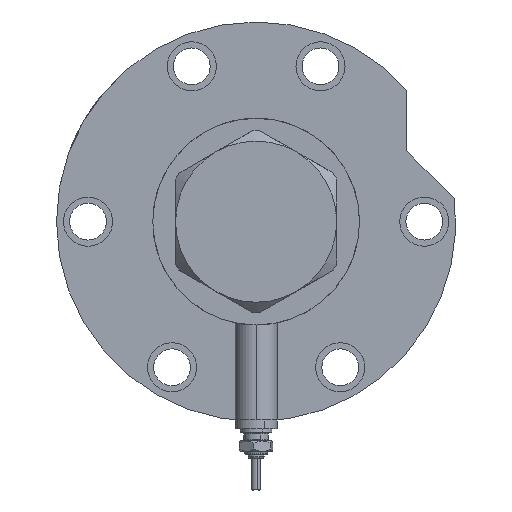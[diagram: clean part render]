
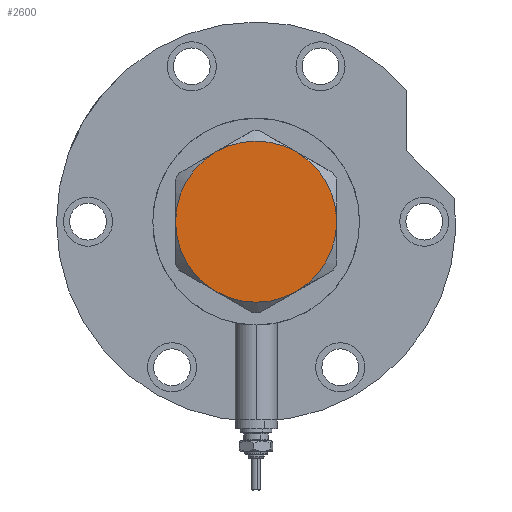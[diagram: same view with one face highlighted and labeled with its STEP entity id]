
A CAD part, left-side view. The second image highlights one B-rep face of the part: STEP entity #2600.
In plain terms, the highlighted face is planar.
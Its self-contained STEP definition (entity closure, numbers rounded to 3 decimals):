
#64 = VERTEX_POINT ( 'NONE', #396 ) ;
#108 = VERTEX_POINT ( 'NONE', #6022 ) ;
#192 = CIRCLE ( 'NONE', #4874, 23. ) ;
#396 = CARTESIAN_POINT ( 'NONE',  ( -11.5, 19.919, 13. ) ) ;
#567 = PLANE ( 'NONE',  #5439 ) ;
#736 = CARTESIAN_POINT ( 'NONE',  ( -11.5, -19.919, 13. ) ) ;
#864 = DIRECTION ( 'NONE',  ( 1., 0., 0. ) ) ;
#1203 = DIRECTION ( 'NONE',  ( 0., 0., 1. ) ) ;
#1307 = CARTESIAN_POINT ( 'NONE',  ( -23., 0., 13. ) ) ;
#1574 = EDGE_CURVE ( 'NONE', #64, #1694, #4073, .T. ) ;
#1632 = ORIENTED_EDGE ( 'NONE', *, *, #2159, .T. ) ;
#1694 = VERTEX_POINT ( 'NONE', #1307 ) ;
#1758 = DIRECTION ( 'NONE',  ( 0., 0., 1. ) ) ;
#1864 = EDGE_CURVE ( 'NONE', #108, #4224, #2603, .T. ) ;
#1940 = DIRECTION ( 'NONE',  ( 1., 0., 0. ) ) ;
#2089 = EDGE_LOOP ( 'NONE', ( #5809, #1632, #7169, #2650, #6168, #2375 ) ) ;
#2159 = EDGE_CURVE ( 'NONE', #4224, #3851, #6098, .T. ) ;
#2300 = VERTEX_POINT ( 'NONE', #736 ) ;
#2375 = ORIENTED_EDGE ( 'NONE', *, *, #7921, .T. ) ;
#2418 = DIRECTION ( 'NONE',  ( 1., 0., 0. ) ) ;
#2493 = DIRECTION ( 'NONE',  ( 0., 0., 1. ) ) ;
#2535 = CARTESIAN_POINT ( 'NONE',  ( 0., 0., 13. ) ) ;
#2600 = ADVANCED_FACE ( 'NONE', ( #6313 ), #567, .T. ) ;
#2603 = CIRCLE ( 'NONE', #7317, 23. ) ;
#2650 = ORIENTED_EDGE ( 'NONE', *, *, #1574, .T. ) ;
#3017 = AXIS2_PLACEMENT_3D ( 'NONE', #7471, #1758, #2418 ) ;
#3109 = CARTESIAN_POINT ( 'NONE',  ( 23., 0., 13. ) ) ;
#3110 = DIRECTION ( 'NONE',  ( 0., 0., 1. ) ) ;
#3168 = DIRECTION ( 'NONE',  ( 1., 0., 0. ) ) ;
#3377 = CARTESIAN_POINT ( 'NONE',  ( 11.5, 19.919, 13. ) ) ;
#3609 = CIRCLE ( 'NONE', #8051, 23. ) ;
#3851 = VERTEX_POINT ( 'NONE', #3377 ) ;
#4073 = CIRCLE ( 'NONE', #5279, 23. ) ;
#4203 = CIRCLE ( 'NONE', #8250, 23. ) ;
#4208 = CARTESIAN_POINT ( 'NONE',  ( 0., 0., 13. ) ) ;
#4224 = VERTEX_POINT ( 'NONE', #3109 ) ;
#4519 = DIRECTION ( 'NONE',  ( 1., 0., 0. ) ) ;
#4796 = DIRECTION ( 'NONE',  ( 0., 0., 1. ) ) ;
#4874 = AXIS2_PLACEMENT_3D ( 'NONE', #4208, #5557, #5603 ) ;
#5151 = CARTESIAN_POINT ( 'NONE',  ( 0., 0., 13. ) ) ;
#5279 = AXIS2_PLACEMENT_3D ( 'NONE', #6253, #3110, #6932 ) ;
#5439 = AXIS2_PLACEMENT_3D ( 'NONE', #5680, #2493, #3168 ) ;
#5557 = DIRECTION ( 'NONE',  ( 0., 0., 1. ) ) ;
#5603 = DIRECTION ( 'NONE',  ( 1., 0., 0. ) ) ;
#5680 = CARTESIAN_POINT ( 'NONE',  ( 0., 0., 13. ) ) ;
#5809 = ORIENTED_EDGE ( 'NONE', *, *, #1864, .T. ) ;
#6022 = CARTESIAN_POINT ( 'NONE',  ( 11.5, -19.919, 13. ) ) ;
#6098 = CIRCLE ( 'NONE', #3017, 23. ) ;
#6168 = ORIENTED_EDGE ( 'NONE', *, *, #6864, .T. ) ;
#6253 = CARTESIAN_POINT ( 'NONE',  ( 0., 0., 13. ) ) ;
#6313 = FACE_OUTER_BOUND ( 'NONE', #2089, .T. ) ;
#6703 = CARTESIAN_POINT ( 'NONE',  ( 0., 0., 13. ) ) ;
#6864 = EDGE_CURVE ( 'NONE', #1694, #2300, #3609, .T. ) ;
#6932 = DIRECTION ( 'NONE',  ( 1., 0., 0. ) ) ;
#7169 = ORIENTED_EDGE ( 'NONE', *, *, #8053, .T. ) ;
#7317 = AXIS2_PLACEMENT_3D ( 'NONE', #5151, #7724, #4519 ) ;
#7471 = CARTESIAN_POINT ( 'NONE',  ( 0., 0., 13. ) ) ;
#7724 = DIRECTION ( 'NONE',  ( 0., 0., 1. ) ) ;
#7921 = EDGE_CURVE ( 'NONE', #2300, #108, #4203, .T. ) ;
#8051 = AXIS2_PLACEMENT_3D ( 'NONE', #2535, #1203, #1940 ) ;
#8053 = EDGE_CURVE ( 'NONE', #3851, #64, #192, .T. ) ;
#8250 = AXIS2_PLACEMENT_3D ( 'NONE', #6703, #4796, #864 ) ;
